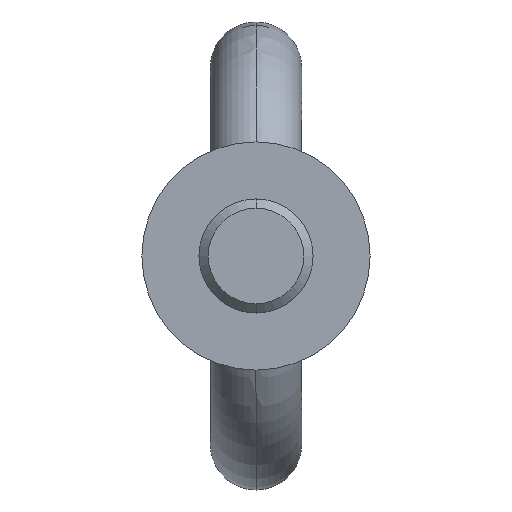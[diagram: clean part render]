
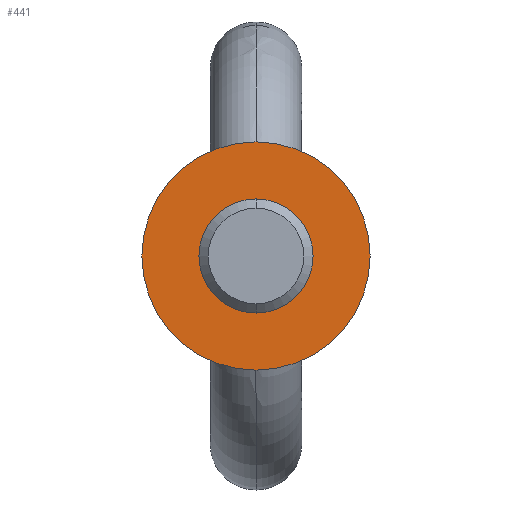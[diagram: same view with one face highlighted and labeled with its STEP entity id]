
A CAD part, front view. The second image highlights one B-rep face of the part: STEP entity #441.
In plain terms, the highlighted planar face has unit normal (0, -1, 0).
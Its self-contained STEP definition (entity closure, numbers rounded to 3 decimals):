
#19 = CARTESIAN_POINT ( 'NONE',  ( 0., -20.75, 5. ) ) ;
#38 = EDGE_CURVE ( 'NONE', #438, #252, #552, .T. ) ;
#81 = CIRCLE ( 'NONE', #456, 10. ) ;
#82 = FACE_OUTER_BOUND ( 'NONE', #563, .T. ) ;
#102 = ORIENTED_EDGE ( 'NONE', *, *, #579, .T. ) ;
#111 = AXIS2_PLACEMENT_3D ( 'NONE', #643, #640, #186 ) ;
#121 = EDGE_CURVE ( '����1', #174, #341, #81, .T. ) ;
#144 = CARTESIAN_POINT ( 'NONE',  ( 0., -20.75, 10. ) ) ;
#147 = DIRECTION ( 'NONE',  ( 0., 1., 0. ) ) ;
#162 = DIRECTION ( 'NONE',  ( 0., 1., 0. ) ) ;
#174 = VERTEX_POINT ( 'NONE', #311 ) ;
#175 = AXIS2_PLACEMENT_3D ( 'NONE', #554, #147, #301 ) ;
#186 = DIRECTION ( 'NONE',  ( 0., 0., 1. ) ) ;
#205 = DIRECTION ( 'NONE',  ( 0., 1., 0. ) ) ;
#220 = ORIENTED_EDGE ( 'NONE', *, *, #648, .F. ) ;
#224 = CIRCLE ( 'NONE', #600, 5. ) ;
#235 = FACE_BOUND ( 'NONE', #632, .T. ) ;
#252 = VERTEX_POINT ( 'NONE', #19 ) ;
#301 = DIRECTION ( 'NONE',  ( 0., 0., 1. ) ) ;
#311 = CARTESIAN_POINT ( 'NONE',  ( 0., -20.75, -10. ) ) ;
#315 = CARTESIAN_POINT ( 'NONE',  ( 0., -20.75, 0. ) ) ;
#320 = CARTESIAN_POINT ( 'NONE',  ( 0., -20.75, 0. ) ) ;
#341 = VERTEX_POINT ( 'NONE', #144 ) ;
#420 = DIRECTION ( 'NONE',  ( 0., 0., 1. ) ) ;
#438 = VERTEX_POINT ( 'NONE', #446 ) ;
#441 = ADVANCED_FACE ( '��2', ( #82, #235 ), #503, .F. ) ;
#446 = CARTESIAN_POINT ( 'NONE',  ( 0., -20.75, -5. ) ) ;
#456 = AXIS2_PLACEMENT_3D ( 'NONE', #315, #205, #420 ) ;
#476 = AXIS2_PLACEMENT_3D ( 'NONE', #320, #162, #527 ) ;
#503 = PLANE ( 'NONE',  #111 ) ;
#507 = ORIENTED_EDGE ( 'NONE', *, *, #121, .F. ) ;
#520 = CARTESIAN_POINT ( 'NONE',  ( 0., -20.75, 0. ) ) ;
#527 = DIRECTION ( 'NONE',  ( 0., 0., 1. ) ) ;
#552 = CIRCLE ( 'NONE', #175, 5. ) ;
#554 = CARTESIAN_POINT ( 'NONE',  ( 0., -20.75, 0. ) ) ;
#563 = EDGE_LOOP ( 'NONE', ( #507, #220 ) ) ;
#567 = DIRECTION ( 'NONE',  ( 0., 1., 0. ) ) ;
#579 = EDGE_CURVE ( 'NONE', #252, #438, #224, .T. ) ;
#580 = ORIENTED_EDGE ( 'NONE', *, *, #38, .T. ) ;
#600 = AXIS2_PLACEMENT_3D ( 'NONE', #520, #567, #613 ) ;
#613 = DIRECTION ( 'NONE',  ( 0., 0., 1. ) ) ;
#632 = EDGE_LOOP ( 'NONE', ( #102, #580 ) ) ;
#640 = DIRECTION ( 'NONE',  ( 0., 1., 0. ) ) ;
#643 = CARTESIAN_POINT ( 'NONE',  ( 0., -20.75, -10. ) ) ;
#648 = EDGE_CURVE ( '����1', #341, #174, #651, .T. ) ;
#651 = CIRCLE ( 'NONE', #476, 10. ) ;
